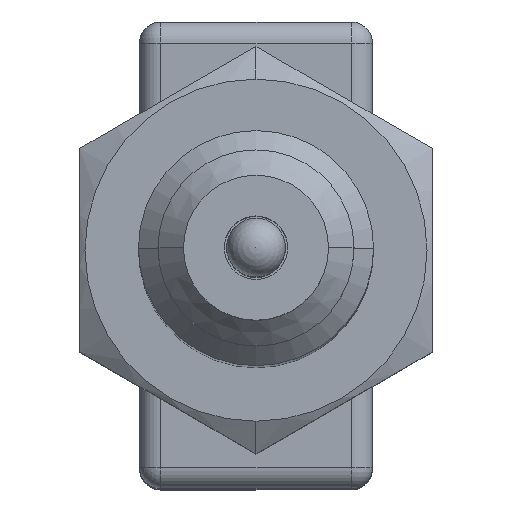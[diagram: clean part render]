
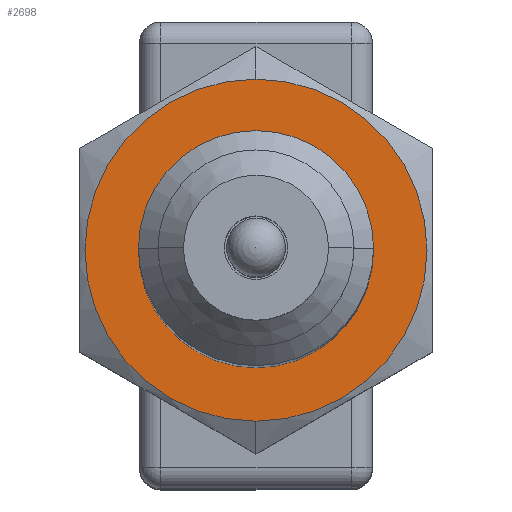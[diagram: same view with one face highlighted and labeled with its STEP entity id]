
A CAD part, top view. The second image highlights one B-rep face of the part: STEP entity #2698.
In plain terms, the highlighted planar face has unit normal (0, 0, 1).
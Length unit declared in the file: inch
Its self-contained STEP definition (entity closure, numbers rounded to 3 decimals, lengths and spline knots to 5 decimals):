
#258 = VERTEX_POINT ( 'NONE', #27770 ) ;
#762 = ORIENTED_EDGE ( 'NONE', *, *, #15250, .F. ) ;
#1126 = CARTESIAN_POINT ( 'NONE',  ( 0., 0., 0.375 ) ) ;
#1496 = CARTESIAN_POINT ( 'NONE',  ( 0., 0., 0.375 ) ) ;
#2061 = ORIENTED_EDGE ( 'NONE', *, *, #3022, .T. ) ;
#2698 = ADVANCED_FACE ( 'NONE', ( #26336, #10355 ), #10297, .T. ) ;
#3022 = EDGE_CURVE ( 'NONE', #25616, #27558, #3432, .T. ) ;
#3432 = CIRCLE ( 'NONE', #6721, 0.36373 ) ;
#3938 = DIRECTION ( 'NONE',  ( -1., 0., 0. ) ) ;
#5397 = EDGE_CURVE ( 'NONE', #258, #28528, #14132, .T. ) ;
#5473 = CIRCLE ( 'NONE', #10041, 0.25 ) ;
#6259 = DIRECTION ( 'NONE',  ( 0., 0., 1. ) ) ;
#6721 = AXIS2_PLACEMENT_3D ( 'NONE', #12722, #19213, #25733 ) ;
#7283 = EDGE_LOOP ( 'NONE', ( #15501, #2061 ) ) ;
#7533 = DIRECTION ( 'NONE',  ( 0., 0., 1. ) ) ;
#8188 = AXIS2_PLACEMENT_3D ( 'NONE', #1496, #23668, #10406 ) ;
#8815 = CARTESIAN_POINT ( 'NONE',  ( 0., -0.36373, 0.375 ) ) ;
#10041 = AXIS2_PLACEMENT_3D ( 'NONE', #23895, #6259, #3938 ) ;
#10297 = PLANE ( 'NONE',  #8188 ) ;
#10355 = FACE_BOUND ( 'NONE', #21093, .T. ) ;
#10406 = DIRECTION ( 'NONE',  ( 1., 0., 0. ) ) ;
#12722 = CARTESIAN_POINT ( 'NONE',  ( 0., 0., 0.375 ) ) ;
#13937 = CARTESIAN_POINT ( 'NONE',  ( 0.25, 0., 0.375 ) ) ;
#14132 = CIRCLE ( 'NONE', #27043, 0.25 ) ;
#14233 = DIRECTION ( 'NONE',  ( -1., 0., 0. ) ) ;
#14755 = CIRCLE ( 'NONE', #25692, 0.36373 ) ;
#15250 = EDGE_CURVE ( 'NONE', #28528, #258, #5473, .T. ) ;
#15501 = ORIENTED_EDGE ( 'NONE', *, *, #22337, .T. ) ;
#16859 = CARTESIAN_POINT ( 'NONE',  ( 0., 0.36373, 0.375 ) ) ;
#19213 = DIRECTION ( 'NONE',  ( 0., 0., 1. ) ) ;
#20696 = DIRECTION ( 'NONE',  ( 0., 1., 0. ) ) ;
#21093 = EDGE_LOOP ( 'NONE', ( #25316, #762 ) ) ;
#22337 = EDGE_CURVE ( 'NONE', #27558, #25616, #14755, .T. ) ;
#23131 = DIRECTION ( 'NONE',  ( 0., 0., 1. ) ) ;
#23668 = DIRECTION ( 'NONE',  ( 0., 0., 1. ) ) ;
#23895 = CARTESIAN_POINT ( 'NONE',  ( 0., 0., 0.375 ) ) ;
#25316 = ORIENTED_EDGE ( 'NONE', *, *, #5397, .F. ) ;
#25616 = VERTEX_POINT ( 'NONE', #8815 ) ;
#25692 = AXIS2_PLACEMENT_3D ( 'NONE', #1126, #7533, #20696 ) ;
#25733 = DIRECTION ( 'NONE',  ( 0., 1., 0. ) ) ;
#25968 = CARTESIAN_POINT ( 'NONE',  ( 0., 0., 0.375 ) ) ;
#26336 = FACE_OUTER_BOUND ( 'NONE', #7283, .T. ) ;
#27043 = AXIS2_PLACEMENT_3D ( 'NONE', #25968, #23131, #14233 ) ;
#27558 = VERTEX_POINT ( 'NONE', #16859 ) ;
#27770 = CARTESIAN_POINT ( 'NONE',  ( -0.25, 0., 0.375 ) ) ;
#28528 = VERTEX_POINT ( 'NONE', #13937 ) ;
